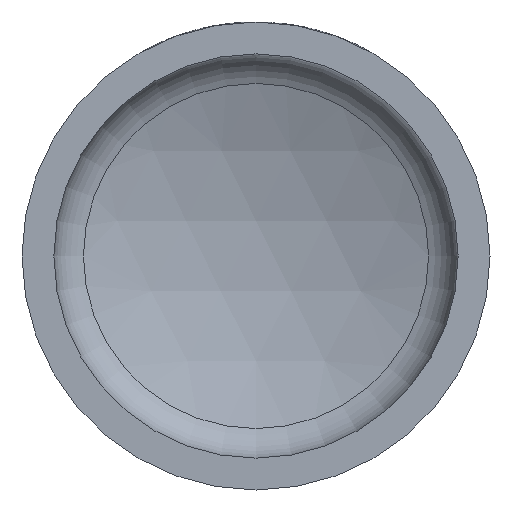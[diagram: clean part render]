
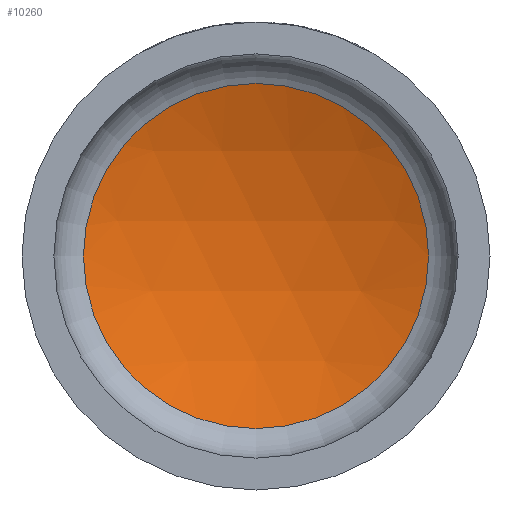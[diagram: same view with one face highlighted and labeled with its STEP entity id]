
A CAD part, front view. The second image highlights one B-rep face of the part: STEP entity #10260.
In plain terms, the highlighted spherical face has radius 22 mm.
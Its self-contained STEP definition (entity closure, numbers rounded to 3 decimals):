
#1619 = SPHERICAL_SURFACE ( 'NONE', #6722, 22. ) ;
#2247 = DIRECTION ( 'NONE',  ( 1., 0., 0. ) ) ;
#2598 = AXIS2_PLACEMENT_3D ( 'NONE', #4865, #7857, #6948 ) ;
#3219 = DIRECTION ( 'NONE',  ( 0., 0., 1. ) ) ;
#4358 = FACE_OUTER_BOUND ( 'NONE', #10346, .T. ) ;
#4865 = CARTESIAN_POINT ( 'NONE',  ( 0., 9.045, 0. ) ) ;
#6722 = AXIS2_PLACEMENT_3D ( 'NONE', #11910, #3219, #2247 ) ;
#6948 = DIRECTION ( 'NONE',  ( 0., 0., -1. ) ) ;
#7821 = CARTESIAN_POINT ( 'NONE',  ( 0., 9.045, -8.111 ) ) ;
#7857 = DIRECTION ( 'NONE',  ( 0., -1., 0. ) ) ;
#8156 = VERTEX_POINT ( 'NONE', #7821 ) ;
#8511 = ORIENTED_EDGE ( 'NONE', *, *, #11716, .T. ) ;
#10260 = ADVANCED_FACE ( 'NONE', ( #4358 ), #1619, .F. ) ;
#10346 = EDGE_LOOP ( 'NONE', ( #8511 ) ) ;
#11296 = CIRCLE ( 'NONE', #2598, 8.111 ) ;
#11716 = EDGE_CURVE ( 'NONE', #8156, #8156, #11296, .T. ) ;
#11910 = CARTESIAN_POINT ( 'NONE',  ( 0., -11.405, 0. ) ) ;
